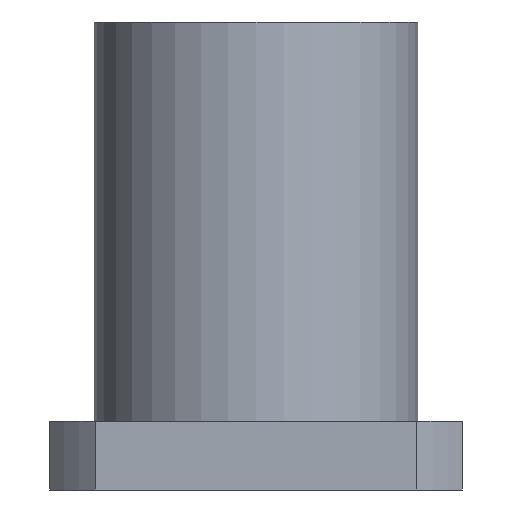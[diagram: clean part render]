
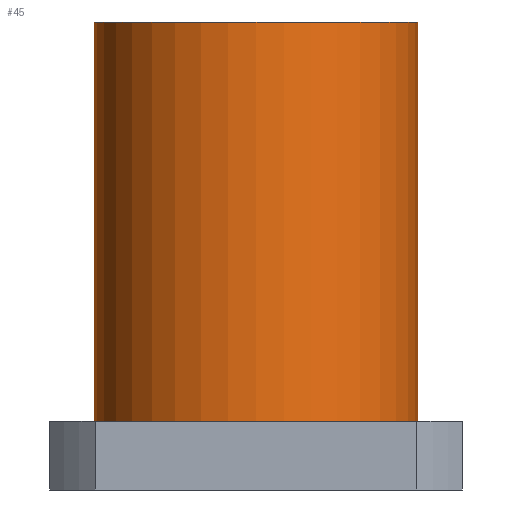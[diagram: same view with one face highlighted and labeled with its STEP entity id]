
A CAD part, front view. The second image highlights one B-rep face of the part: STEP entity #45.
In plain terms, the highlighted cylindrical face has radius 23.5 mm (diameter 47 mm), a partial arc.
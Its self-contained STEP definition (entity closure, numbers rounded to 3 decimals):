
#15 = DIRECTION ( 'NONE',  ( 1., 0., 0. ) ) ;
#23 = LINE ( 'NONE', #281, #802 ) ;
#41 = FACE_OUTER_BOUND ( 'NONE', #295, .T. ) ;
#45 = ADVANCED_FACE ( 'NONE', ( #41 ), #789, .T. ) ;
#63 = AXIS2_PLACEMENT_3D ( 'NONE', #967, #184, #15 ) ;
#67 = ORIENTED_EDGE ( 'NONE', *, *, #519, .F. ) ;
#80 = CIRCLE ( 'NONE', #1087, 23.5 ) ;
#120 = CARTESIAN_POINT ( 'NONE',  ( 23.5, 0., -24. ) ) ;
#140 = LINE ( 'NONE', #739, #333 ) ;
#167 = VERTEX_POINT ( 'NONE', #903 ) ;
#174 = DIRECTION ( 'NONE',  ( 1., 0., 0. ) ) ;
#184 = DIRECTION ( 'NONE',  ( 0., 0., 1. ) ) ;
#194 = ORIENTED_EDGE ( 'NONE', *, *, #232, .F. ) ;
#232 = EDGE_CURVE ( 'NONE', #702, #777, #388, .T. ) ;
#281 = CARTESIAN_POINT ( 'NONE',  ( 23.5, 0., -24. ) ) ;
#292 = EDGE_CURVE ( 'NONE', #933, #777, #23, .T. ) ;
#295 = EDGE_LOOP ( 'NONE', ( #67, #1109, #1065, #194 ) ) ;
#310 = EDGE_CURVE ( 'NONE', #167, #933, #80, .T. ) ;
#333 = VECTOR ( 'NONE', #483, 1000. ) ;
#360 = DIRECTION ( 'NONE',  ( 0., 0., 1. ) ) ;
#388 = CIRCLE ( 'NONE', #980, 23.5 ) ;
#403 = DIRECTION ( 'NONE',  ( 1., 0., 0. ) ) ;
#432 = CARTESIAN_POINT ( 'NONE',  ( 0., 0., -24. ) ) ;
#483 = DIRECTION ( 'NONE',  ( 0., 0., 1. ) ) ;
#489 = DIRECTION ( 'NONE',  ( 0., 0., 1. ) ) ;
#519 = EDGE_CURVE ( 'NONE', #167, #702, #140, .T. ) ;
#581 = CARTESIAN_POINT ( 'NONE',  ( 0., 0., 34. ) ) ;
#681 = CARTESIAN_POINT ( 'NONE',  ( -23.5, 0., 34. ) ) ;
#702 = VERTEX_POINT ( 'NONE', #681 ) ;
#739 = CARTESIAN_POINT ( 'NONE',  ( -23.5, 0., -24. ) ) ;
#777 = VERTEX_POINT ( 'NONE', #784 ) ;
#784 = CARTESIAN_POINT ( 'NONE',  ( 23.5, 0., 34. ) ) ;
#789 = CYLINDRICAL_SURFACE ( 'NONE', #63, 23.5 ) ;
#791 = DIRECTION ( 'NONE',  ( 0., 0., 1. ) ) ;
#802 = VECTOR ( 'NONE', #791, 1000. ) ;
#903 = CARTESIAN_POINT ( 'NONE',  ( -23.5, 0., -24. ) ) ;
#933 = VERTEX_POINT ( 'NONE', #120 ) ;
#967 = CARTESIAN_POINT ( 'NONE',  ( 0., 0., -24. ) ) ;
#980 = AXIS2_PLACEMENT_3D ( 'NONE', #581, #489, #403 ) ;
#1065 = ORIENTED_EDGE ( 'NONE', *, *, #292, .T. ) ;
#1087 = AXIS2_PLACEMENT_3D ( 'NONE', #432, #360, #174 ) ;
#1109 = ORIENTED_EDGE ( 'NONE', *, *, #310, .T. ) ;
